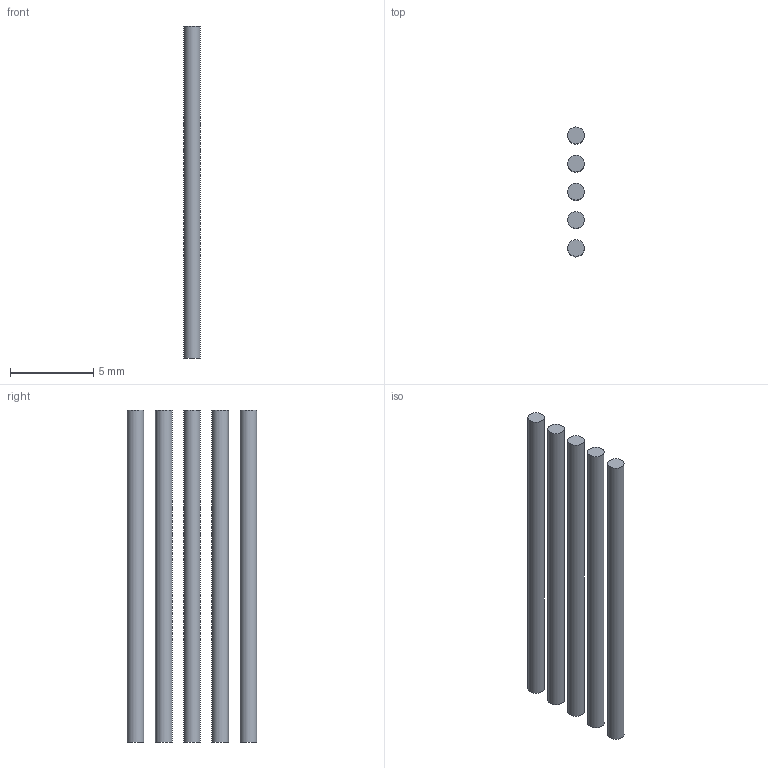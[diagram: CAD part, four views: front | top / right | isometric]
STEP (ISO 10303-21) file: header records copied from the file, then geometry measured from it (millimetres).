
FILE_DESCRIPTION(/* description */ (''),/* implementation_level */ '2;1');
FILE_NAME(/* name */ 'leads_4_ST2018.ipt.step',/* time_stamp */ '2022-11-29T08:37:18+01:00',/* author */ ('Prakash Lab'),/* organization */ (''),/* preprocessor_version */ 'ST-DEVELOPER v18.1',/* originating_system */ 'Autodesk Inventor 2022',/* authorisation */ '');
FILE_SCHEMA (('AUTOMOTIVE_DESIGN { 1 0 10303 214 3 1 1 }'));
Length unit declared in the file: millimetre
Products named in the file (1): leads_4_ST2018
Bounding box: 1 x 7.8 x 20 mm (x, y, z)
Volume: 78.5 mm3; surface area: 322 mm2
Topology: 5 solids, 5 shells, 15 faces, 15 edges, 10 vertices
Faces by surface type: plane 10, cylinder 5
Full cylindrical faces by diameter (mm): 1 x5
Entity records: 325 total; most frequent: DIRECTION 57, CARTESIAN_POINT 41, ORIENTED_EDGE 30, AXIS2_PLACEMENT_3D 26, FACE_OUTER_BOUND 15, EDGE_LOOP 15, EDGE_CURVE 15, ADVANCED_FACE 15
